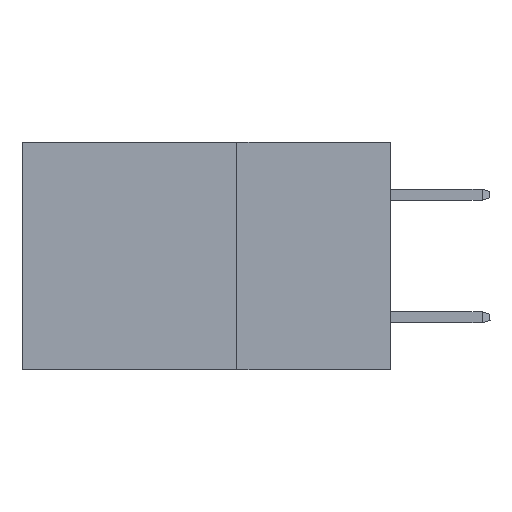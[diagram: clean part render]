
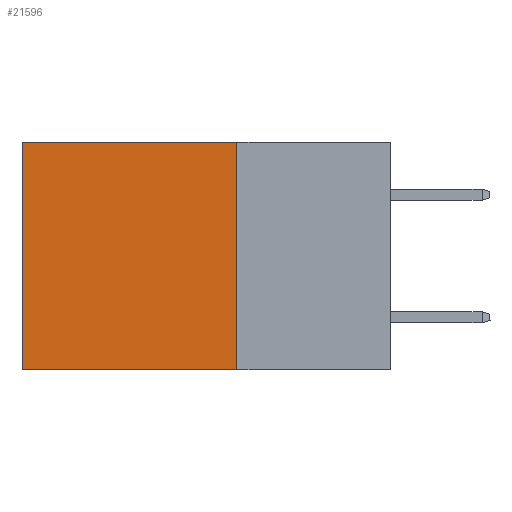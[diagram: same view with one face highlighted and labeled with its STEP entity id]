
A CAD part, left-side view. The second image highlights one B-rep face of the part: STEP entity #21596.
In plain terms, the highlighted planar face has unit normal (-1, 0, 0).
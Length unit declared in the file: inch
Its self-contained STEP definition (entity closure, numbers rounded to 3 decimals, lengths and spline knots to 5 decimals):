
#1144 = AXIS2_PLACEMENT_3D ( 'NONE', #8802, #20417, #31915 ) ;
#1207 = ORIENTED_EDGE ( 'NONE', *, *, #20779, .F. ) ;
#1591 = VECTOR ( 'NONE', #22690, 39.37008 ) ;
#4733 = EDGE_CURVE ( 'NONE', #28027, #8790, #16598, .T. ) ;
#6425 = VERTEX_POINT ( 'NONE', #26726 ) ;
#6813 = LINE ( 'NONE', #9460, #30644 ) ;
#8790 = VERTEX_POINT ( 'NONE', #18754 ) ;
#8802 = CARTESIAN_POINT ( 'NONE',  ( 0.2875, 0.25, 0. ) ) ;
#9090 = VECTOR ( 'NONE', #33872, 39.37008 ) ;
#9460 = CARTESIAN_POINT ( 'NONE',  ( 0.2875, 0.25, 0. ) ) ;
#11292 = CARTESIAN_POINT ( 'NONE',  ( 0.2875, 0.25, -0.37 ) ) ;
#11643 = FACE_OUTER_BOUND ( 'NONE', #25450, .T. ) ;
#13744 = CARTESIAN_POINT ( 'NONE',  ( 0.2875, 0.25, -0.37 ) ) ;
#15394 = CARTESIAN_POINT ( 'NONE',  ( 0.2875, 0.6, 0. ) ) ;
#15950 = LINE ( 'NONE', #21657, #16671 ) ;
#16017 = VERTEX_POINT ( 'NONE', #18846 ) ;
#16598 = LINE ( 'NONE', #13744, #1591 ) ;
#16671 = VECTOR ( 'NONE', #35795, 39.37008 ) ;
#18754 = CARTESIAN_POINT ( 'NONE',  ( 0.2875, 0.6, -0.37 ) ) ;
#18846 = CARTESIAN_POINT ( 'NONE',  ( 0.2875, 0.6, 0. ) ) ;
#18952 = DIRECTION ( 'NONE',  ( 0., 0., -1. ) ) ;
#20291 = EDGE_CURVE ( 'NONE', #6425, #16017, #15950, .T. ) ;
#20417 = DIRECTION ( 'NONE',  ( 1., 0., 0. ) ) ;
#20779 = EDGE_CURVE ( 'NONE', #6425, #28027, #6813, .T. ) ;
#21596 = ADVANCED_FACE ( 'NONE', ( #11643 ), #23239, .F. ) ;
#21657 = CARTESIAN_POINT ( 'NONE',  ( 0.2875, 0.25, 0. ) ) ;
#22690 = DIRECTION ( 'NONE',  ( 0., 1., 0. ) ) ;
#23239 = PLANE ( 'NONE',  #1144 ) ;
#25450 = EDGE_LOOP ( 'NONE', ( #32312, #37311, #1207, #37071 ) ) ;
#26726 = CARTESIAN_POINT ( 'NONE',  ( 0.2875, 0.25, 0. ) ) ;
#28027 = VERTEX_POINT ( 'NONE', #11292 ) ;
#28399 = LINE ( 'NONE', #15394, #9090 ) ;
#30644 = VECTOR ( 'NONE', #18952, 39.37008 ) ;
#31915 = DIRECTION ( 'NONE',  ( 0., 0., -1. ) ) ;
#32312 = ORIENTED_EDGE ( 'NONE', *, *, #34141, .T. ) ;
#33872 = DIRECTION ( 'NONE',  ( 0., 0., -1. ) ) ;
#34141 = EDGE_CURVE ( 'NONE', #16017, #8790, #28399, .T. ) ;
#35795 = DIRECTION ( 'NONE',  ( 0., 1., 0. ) ) ;
#37071 = ORIENTED_EDGE ( 'NONE', *, *, #20291, .T. ) ;
#37311 = ORIENTED_EDGE ( 'NONE', *, *, #4733, .F. ) ;
